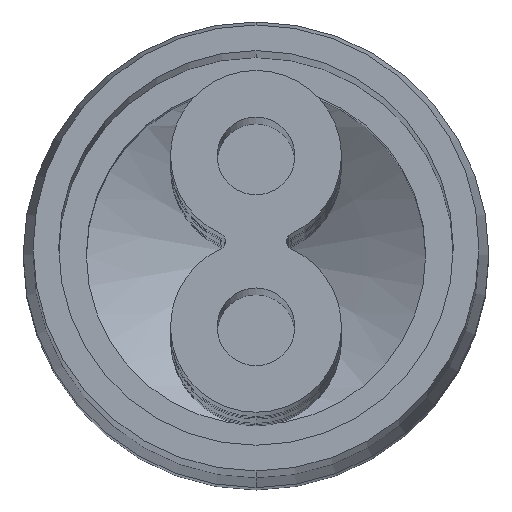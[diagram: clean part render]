
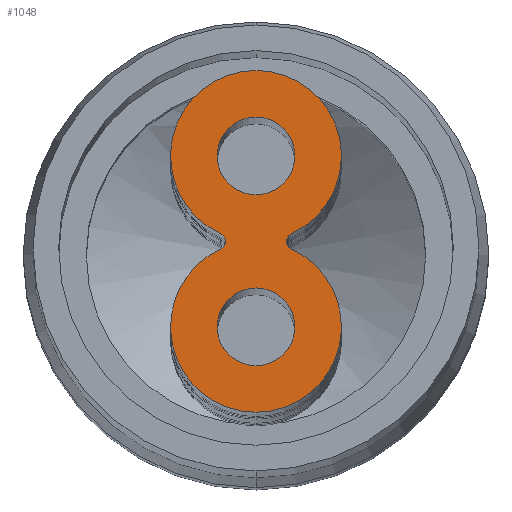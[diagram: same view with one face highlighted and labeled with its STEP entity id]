
A CAD part, top view. The second image highlights one B-rep face of the part: STEP entity #1048.
In plain terms, the highlighted face is planar.
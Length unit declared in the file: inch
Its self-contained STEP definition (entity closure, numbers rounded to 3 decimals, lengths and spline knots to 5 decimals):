
#609=CARTESIAN_POINT('',(-50.,-1.1,0.));
#610=DIRECTION('',(-1.,0.,0.));
#611=DIRECTION('',(0.,0.91,-0.414));
#612=AXIS2_PLACEMENT_3D('',#609,#610,#611);
#614=CARTESIAN_POINT('',(-50.,0.,-0.5));
#615=DIRECTION('',(1.,0.,0.));
#616=DIRECTION('',(0.,0.91,0.414));
#617=AXIS2_PLACEMENT_3D('',#614,#615,#616);
#619=CARTESIAN_POINT('',(-50.,1.1,0.));
#620=DIRECTION('',(-1.,0.,0.));
#621=DIRECTION('',(0.,-0.91,0.414));
#622=AXIS2_PLACEMENT_3D('',#619,#620,#621);
#624=CARTESIAN_POINT('',(-50.,0.,0.5));
#625=DIRECTION('',(1.,0.,0.));
#626=DIRECTION('',(0.,-0.91,-0.414));
#627=AXIS2_PLACEMENT_3D('',#624,#625,#626);
#629=CARTESIAN_POINT('',(-50.,1.1,0.));
#630=DIRECTION('',(1.,0.,0.));
#631=DIRECTION('',(0.,0.,-1.));
#632=AXIS2_PLACEMENT_3D('',#629,#630,#631);
#634=CARTESIAN_POINT('',(-50.,1.1,0.));
#635=DIRECTION('',(1.,0.,0.));
#636=DIRECTION('',(0.,0.,1.));
#637=AXIS2_PLACEMENT_3D('',#634,#635,#636);
#639=CARTESIAN_POINT('',(-50.,-1.1,0.));
#640=DIRECTION('',(1.,0.,0.));
#641=DIRECTION('',(0.,0.,-1.));
#642=AXIS2_PLACEMENT_3D('',#639,#640,#641);
#644=CARTESIAN_POINT('',(-50.,-1.1,0.));
#645=DIRECTION('',(1.,0.,0.));
#646=DIRECTION('',(0.,0.,1.));
#647=AXIS2_PLACEMENT_3D('',#644,#645,#646);
#689=CARTESIAN_POINT('',(-50.,-0.0986,-0.45518));
#690=CARTESIAN_POINT('',(-50.,-0.0986,0.45518));
#691=VERTEX_POINT('',#689);
#692=VERTEX_POINT('',#690);
#693=CARTESIAN_POINT('',(-50.,0.0986,0.45518));
#694=VERTEX_POINT('',#693);
#695=CARTESIAN_POINT('',(-50.,0.0986,-0.45518));
#696=VERTEX_POINT('',#695);
#705=CARTESIAN_POINT('',(-50.,1.1,-0.5));
#706=CARTESIAN_POINT('',(-50.,1.1,0.5));
#707=VERTEX_POINT('',#705);
#708=VERTEX_POINT('',#706);
#709=CARTESIAN_POINT('',(-50.,-1.1,-0.5));
#710=CARTESIAN_POINT('',(-50.,-1.1,0.5));
#711=VERTEX_POINT('',#709);
#712=VERTEX_POINT('',#710);
#1025=CARTESIAN_POINT('',(-50.,0.,0.));
#1026=DIRECTION('',(-1.,0.,0.));
#1027=DIRECTION('',(0.,-1.,0.));
#1028=AXIS2_PLACEMENT_3D('',#1025,#1026,#1027);
#1029=PLANE('',#1028);
#1030=ORIENTED_EDGE('',*,*,#1006,.F.);
#1031=ORIENTED_EDGE('',*,*,#1019,.F.);
#1032=ORIENTED_EDGE('',*,*,#977,.F.);
#1033=ORIENTED_EDGE('',*,*,#992,.F.);
#1034=EDGE_LOOP('',(#1030,#1031,#1032,#1033));
#1035=FACE_OUTER_BOUND('',#1034,.F.);
#1037=ORIENTED_EDGE('',*,*,#1036,.F.);
#1039=ORIENTED_EDGE('',*,*,#1038,.F.);
#1040=EDGE_LOOP('',(#1037,#1039));
#1041=FACE_BOUND('',#1040,.F.);
#1043=ORIENTED_EDGE('',*,*,#1042,.F.);
#1045=ORIENTED_EDGE('',*,*,#1044,.F.);
#1046=EDGE_LOOP('',(#1043,#1045));
#1047=FACE_BOUND('',#1046,.F.);
#1048=ADVANCED_FACE('',(#1035,#1041,#1047),#1029,.T.);
#613=CIRCLE('',#612,1.1);
#618=CIRCLE('',#617,0.1083);
#623=CIRCLE('',#622,1.1);
#628=CIRCLE('',#627,0.1083);
#633=CIRCLE('',#632,0.5);
#638=CIRCLE('',#637,0.5);
#643=CIRCLE('',#642,0.5);
#648=CIRCLE('',#647,0.5);
#977=EDGE_CURVE('',#694,#696,#623,.T.);
#992=EDGE_CURVE('',#692,#694,#628,.T.);
#1006=EDGE_CURVE('',#691,#692,#613,.T.);
#1019=EDGE_CURVE('',#696,#691,#618,.T.);
#1036=EDGE_CURVE('',#707,#708,#633,.T.);
#1038=EDGE_CURVE('',#708,#707,#638,.T.);
#1042=EDGE_CURVE('',#711,#712,#643,.T.);
#1044=EDGE_CURVE('',#712,#711,#648,.T.);
